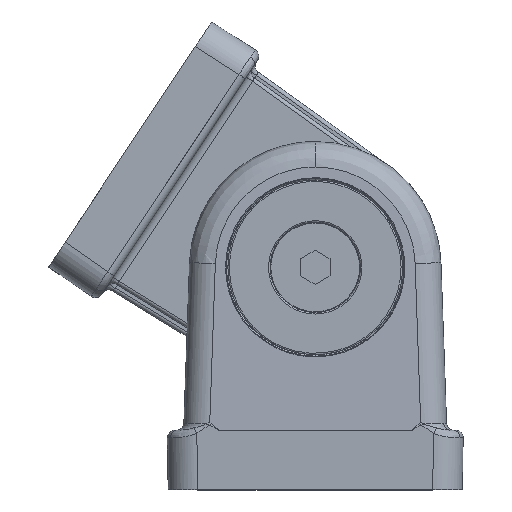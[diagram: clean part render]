
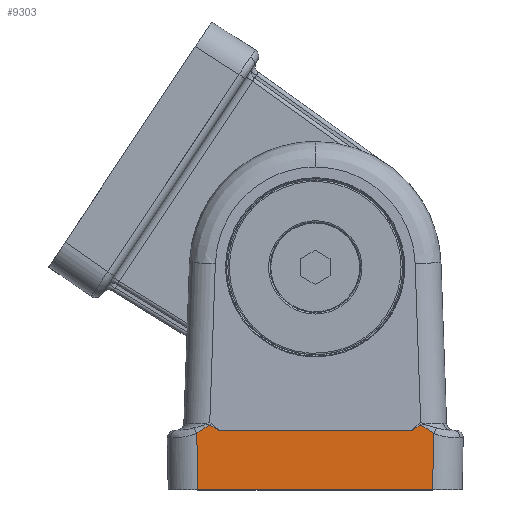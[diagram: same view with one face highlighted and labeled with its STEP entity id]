
A CAD part, top view. The second image highlights one B-rep face of the part: STEP entity #9303.
In plain terms, the highlighted planar face has unit normal (0, -0.018, 1).
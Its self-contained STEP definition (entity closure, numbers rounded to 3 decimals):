
#417 = ORIENTED_EDGE ( 'NONE', *, *, #6400, .F. ) ;
#630 = CARTESIAN_POINT ( 'NONE',  ( -14.227, -21.35, 20.011 ) ) ;
#699 = CARTESIAN_POINT ( 'NONE',  ( -14.812, -21.6, 20.007 ) ) ;
#753 = CARTESIAN_POINT ( 'NONE',  ( 14.449, -21.392, 20.011 ) ) ;
#844 = CARTESIAN_POINT ( 'NONE',  ( -15.994, -22.405, 19.993 ) ) ;
#1207 = DIRECTION ( 'NONE',  ( 0., 0.017, -1. ) ) ;
#1717 = DIRECTION ( 'NONE',  ( -0.017, 1., 0.017 ) ) ;
#1742 = CARTESIAN_POINT ( 'NONE',  ( -15.861, -30., 19.86 ) ) ;
#2212 = VERTEX_POINT ( 'NONE', #7438 ) ;
#2345 = CARTESIAN_POINT ( 'NONE',  ( -14.301, -21.354, 20.011 ) ) ;
#2374 = LINE ( 'NONE', #9615, #13547 ) ;
#2589 = LINE ( 'NONE', #10295, #10002 ) ;
#3064 = ORIENTED_EDGE ( 'NONE', *, *, #17145, .F. ) ;
#3487 = LINE ( 'NONE', #4761, #11240 ) ;
#3773 = CARTESIAN_POINT ( 'NONE',  ( 14.097, -21.372, 20.011 ) ) ;
#3843 = CARTESIAN_POINT ( 'NONE',  ( 14.703, -21.524, 20.008 ) ) ;
#3919 = CARTESIAN_POINT ( 'NONE',  ( 15.513, -22.101, 19.998 ) ) ;
#3933 = CARTESIAN_POINT ( 'NONE',  ( -13.893, -21.464, 20.009 ) ) ;
#4044 = DIRECTION ( 'NONE',  ( 0., 1., 0.017 ) ) ;
#4761 = CARTESIAN_POINT ( 'NONE',  ( -15.99, -22.628, 19.989 ) ) ;
#5292 = CARTESIAN_POINT ( 'NONE',  ( 13.657, -21.612, 20.007 ) ) ;
#5503 = CARTESIAN_POINT ( 'NONE',  ( 13.092, -22.017, 20. ) ) ;
#5680 = CARTESIAN_POINT ( 'NONE',  ( 15.051, -21.77, 20.004 ) ) ;
#5948 = CARTESIAN_POINT ( 'NONE',  ( 15.994, -22.405, 19.993 ) ) ;
#6076 = VERTEX_POINT ( 'NONE', #9633 ) ;
#6400 = EDGE_CURVE ( 'NONE', #9853, #14506, #3487, .T. ) ;
#6612 = DIRECTION ( 'NONE',  ( -0.017, -1., -0.017 ) ) ;
#6643 = CARTESIAN_POINT ( 'NONE',  ( 13.092, -22.017, 20. ) ) ;
#7108 = CARTESIAN_POINT ( 'NONE',  ( 15.994, -22.405, 19.993 ) ) ;
#7438 = CARTESIAN_POINT ( 'NONE',  ( 15.861, -30., 19.86 ) ) ;
#7676 = ORIENTED_EDGE ( 'NONE', *, *, #17511, .T. ) ;
#8493 = CARTESIAN_POINT ( 'NONE',  ( -13.832, -21.501, 20.009 ) ) ;
#8804 = CARTESIAN_POINT ( 'NONE',  ( 15.748, -22.261, 19.995 ) ) ;
#8876 = ORIENTED_EDGE ( 'NONE', *, *, #11421, .F. ) ;
#9303 = ADVANCED_FACE ( 'NONE', ( #16517 ), #11791, .F. ) ;
#9615 = CARTESIAN_POINT ( 'NONE',  ( -25., -30., 19.86 ) ) ;
#9633 = CARTESIAN_POINT ( 'NONE',  ( -13.092, -22.017, 20. ) ) ;
#9853 = VERTEX_POINT ( 'NONE', #1742 ) ;
#9908 = CARTESIAN_POINT ( 'NONE',  ( -14.505, -21.418, 20.01 ) ) ;
#9957 = CARTESIAN_POINT ( 'NONE',  ( 13.9, -21.46, 20.009 ) ) ;
#10002 = VECTOR ( 'NONE', #17789, 1000. ) ;
#10019 = CARTESIAN_POINT ( 'NONE',  ( 14.311, -21.355, 20.011 ) ) ;
#10030 = CARTESIAN_POINT ( 'NONE',  ( -15.51, -22.099, 19.998 ) ) ;
#10295 = CARTESIAN_POINT ( 'NONE',  ( -20., -22.017, 20. ) ) ;
#10345 = ORIENTED_EDGE ( 'NONE', *, *, #12141, .F. ) ;
#10463 = ORIENTED_EDGE ( 'NONE', *, *, #19422, .F. ) ;
#11240 = VECTOR ( 'NONE', #1717, 1000. ) ;
#11279 = EDGE_LOOP ( 'NONE', ( #3064, #10463, #10345, #417, #7676, #8876 ) ) ;
#11358 = CARTESIAN_POINT ( 'NONE',  ( -13.203, -21.94, 20.001 ) ) ;
#11398 = CARTESIAN_POINT ( 'NONE',  ( 13.203, -21.939, 20.001 ) ) ;
#11421 = EDGE_CURVE ( 'NONE', #16544, #2212, #19976, .T. ) ;
#11476 = CARTESIAN_POINT ( 'NONE',  ( 14.029, -21.398, 20.011 ) ) ;
#11488 = CARTESIAN_POINT ( 'NONE',  ( -14.439, -21.388, 20.011 ) ) ;
#11535 = CARTESIAN_POINT ( 'NONE',  ( 14.514, -21.423, 20.01 ) ) ;
#11612 = CARTESIAN_POINT ( 'NONE',  ( -15.045, -21.765, 20.004 ) ) ;
#11791 = PLANE ( 'NONE',  #16715 ) ;
#12141 = EDGE_CURVE ( 'NONE', #14506, #6076, #18678, .T. ) ;
#12470 = CARTESIAN_POINT ( 'NONE',  ( 15.99, -22.628, 19.989 ) ) ;
#13062 = CARTESIAN_POINT ( 'NONE',  ( 13.541, -21.696, 20.005 ) ) ;
#13200 = CARTESIAN_POINT ( 'NONE',  ( -15.161, -21.85, 20.003 ) ) ;
#13547 = VECTOR ( 'NONE', #15813, 1000. ) ;
#14179 = VERTEX_POINT ( 'NONE', #5503 ) ;
#14506 = VERTEX_POINT ( 'NONE', #844 ) ;
#14550 = CARTESIAN_POINT ( 'NONE',  ( -14.02, -21.402, 20.01 ) ) ;
#14754 = CARTESIAN_POINT ( 'NONE',  ( -13.538, -21.698, 20.005 ) ) ;
#15813 = DIRECTION ( 'NONE',  ( 1., 0., 0. ) ) ;
#15880 = VECTOR ( 'NONE', #6612, 1000. ) ;
#15970 = B_SPLINE_CURVE_WITH_KNOTS ( 'NONE', 3,
 ( #6643, #11398, #16176, #13062, #5292, #16109, #9957, #11476, #3773, #19277, #10019, #753, #11535, #3843, #19013, #5680, #16491, #3919, #8804, #7108 ),
 .UNSPECIFIED., .F., .F.,
 ( 4, 2, 2, 2, 2, 2, 2, 2, 2, 4 ),
 ( 0., 0.12, 0.245, 0.308, 0.371, 0.434, 0.497, 0.623, 0.748, 1. ),
 .UNSPECIFIED. ) ;
#16109 = CARTESIAN_POINT ( 'NONE',  ( 13.838, -21.497, 20.009 ) ) ;
#16176 = CARTESIAN_POINT ( 'NONE',  ( 13.314, -21.859, 20.002 ) ) ;
#16317 = CARTESIAN_POINT ( 'NONE',  ( -13.653, -21.615, 20.007 ) ) ;
#16491 = CARTESIAN_POINT ( 'NONE',  ( 15.166, -21.854, 20.003 ) ) ;
#16517 = FACE_OUTER_BOUND ( 'NONE', #11279, .T. ) ;
#16544 = VERTEX_POINT ( 'NONE', #5948 ) ;
#16715 = AXIS2_PLACEMENT_3D ( 'NONE', #17960, #1207, #4044 ) ;
#17145 = EDGE_CURVE ( 'NONE', #14179, #16544, #15970, .T. ) ;
#17511 = EDGE_CURVE ( 'NONE', #9853, #2212, #2374, .T. ) ;
#17720 = CARTESIAN_POINT ( 'NONE',  ( -14.087, -21.375, 20.011 ) ) ;
#17789 = DIRECTION ( 'NONE',  ( 1., 0., 0. ) ) ;
#17803 = CARTESIAN_POINT ( 'NONE',  ( -13.092, -22.017, 20. ) ) ;
#17848 = CARTESIAN_POINT ( 'NONE',  ( -14.694, -21.518, 20.008 ) ) ;
#17960 = CARTESIAN_POINT ( 'NONE',  ( -20., -22., 20. ) ) ;
#18678 = B_SPLINE_CURVE_WITH_KNOTS ( 'NONE', 3,
 ( #19158, #19349, #10030, #13200, #11612, #699, #17848, #9908, #11488, #2345, #630, #17720, #14550, #3933, #8493, #16317, #14754, #19090, #11358, #17803 ),
 .UNSPECIFIED., .F., .F.,
 ( 4, 2, 2, 2, 2, 2, 2, 2, 2, 4 ),
 ( 0., 0.252, 0.377, 0.503, 0.566, 0.629, 0.692, 0.755, 0.88, 1. ),
 .UNSPECIFIED. ) ;
#19013 = CARTESIAN_POINT ( 'NONE',  ( 14.819, -21.606, 20.007 ) ) ;
#19090 = CARTESIAN_POINT ( 'NONE',  ( -13.312, -21.86, 20.002 ) ) ;
#19158 = CARTESIAN_POINT ( 'NONE',  ( -15.994, -22.405, 19.993 ) ) ;
#19277 = CARTESIAN_POINT ( 'NONE',  ( 14.238, -21.35, 20.011 ) ) ;
#19349 = CARTESIAN_POINT ( 'NONE',  ( -15.746, -22.26, 19.995 ) ) ;
#19422 = EDGE_CURVE ( 'NONE', #6076, #14179, #2589, .T. ) ;
#19976 = LINE ( 'NONE', #12470, #15880 ) ;
